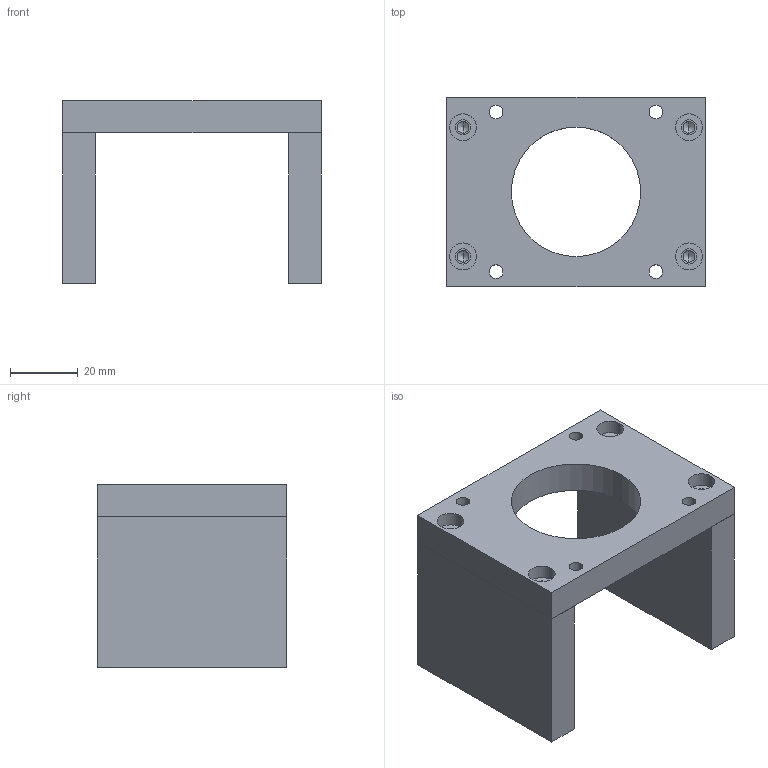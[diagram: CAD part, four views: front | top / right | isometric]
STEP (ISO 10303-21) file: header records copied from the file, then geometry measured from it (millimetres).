
FILE_DESCRIPTION (( 'STEP AP214' ), '1' );
FILE_NAME ('LARSACC-015.step', '2016-04-25T19:32:40', ( '' ), ( '' ), 'SwSTEP 2.0', 'SolidWorks 2015', '' );
FILE_SCHEMA (( 'AUTOMOTIVE_DESIGN' ));
Length unit declared in the file: inch
Products named in the file (1): LARSACC-015
Bounding box: 76.2 x 55.88 x 53.98 mm (x, y, z)
Volume: 73537.2 mm3; surface area: 26434.6 mm2
Topology: 3 solids, 3 shells, 88 faces, 226 edges, 138 vertices
Faces by surface type: cylinder 46, plane 22, cone 20
Entity records: 3812 total; most frequent: DIRECTION 488, CARTESIAN_POINT 433, ORIENTED_EDGE 412, EDGE_CURVE 206, AXIS2_PLACEMENT_3D 193, VERTEX_POINT 138, EDGE_LOOP 120, CIRCLE 104
